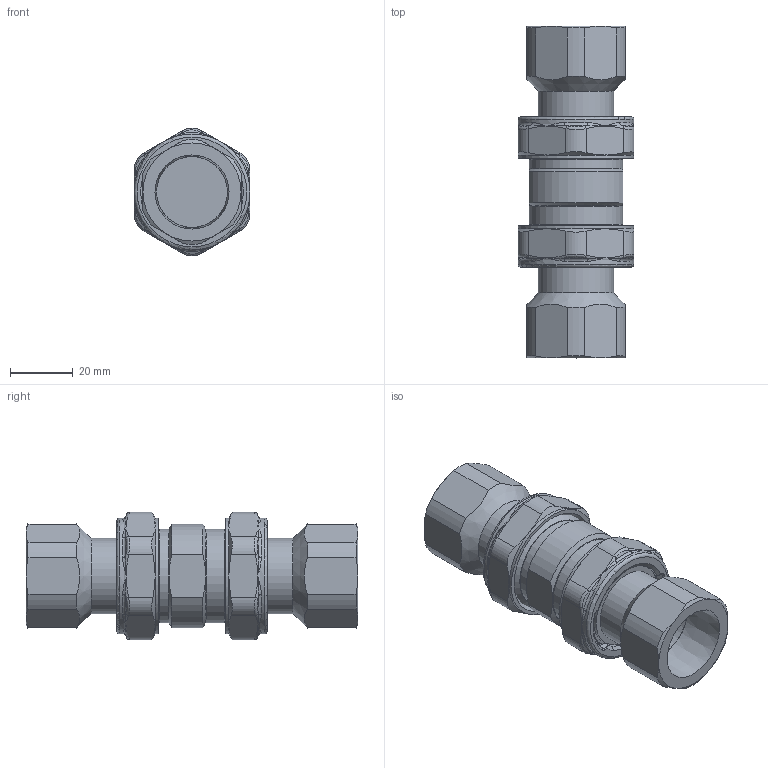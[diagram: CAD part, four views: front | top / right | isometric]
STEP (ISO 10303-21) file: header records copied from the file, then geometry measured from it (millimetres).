
FILE_DESCRIPTION(/* description */ (''),/* implementation_level */ '2;1');
FILE_NAME(/* name */ '304753A_Simplify_1.stp',/* time_stamp */ '2025-08-21T15:17:23-05:00',/* author */ ('ischreiner'),/* organization */ (''),/* preprocessor_version */ 'ST-DEVELOPER v20',/* originating_system */ 'Autodesk Inventor 2025',/* authorisation */ '');
FILE_SCHEMA (('AUTOMOTIVE_DESIGN { 1 0 10303 214 3 1 1 }'));
Length unit declared in the file: inch
Products named in the file (1): 304753A_Simplify_1
Bounding box: 37 x 106.04 x 40.7 mm (x, y, z)
Volume: 59859.4 mm3; surface area: 25770.7 mm2
Topology: 3 solids, 3 shells, 306 faces, 740 edges, 418 vertices
Faces by surface type: cylinder 78, bspline 72, cone 60, plane 54, torus 34, sphere 8
Full cylindrical faces by diameter (mm): 22.631 x2, 24.003 x2, 27.686 x2, 29.464 x2, 29.8 x2, 30 x2, 30.5 x2, 33 x2, 37 x4
Entity records: 11802 total; most frequent: CARTESIAN_POINT 4859, ORIENTED_EDGE 1432, DIRECTION 1346, EDGE_CURVE 716, AXIS2_PLACEMENT_3D 593, VERTEX_POINT 418, EDGE_LOOP 320, STYLED_ITEM 309
